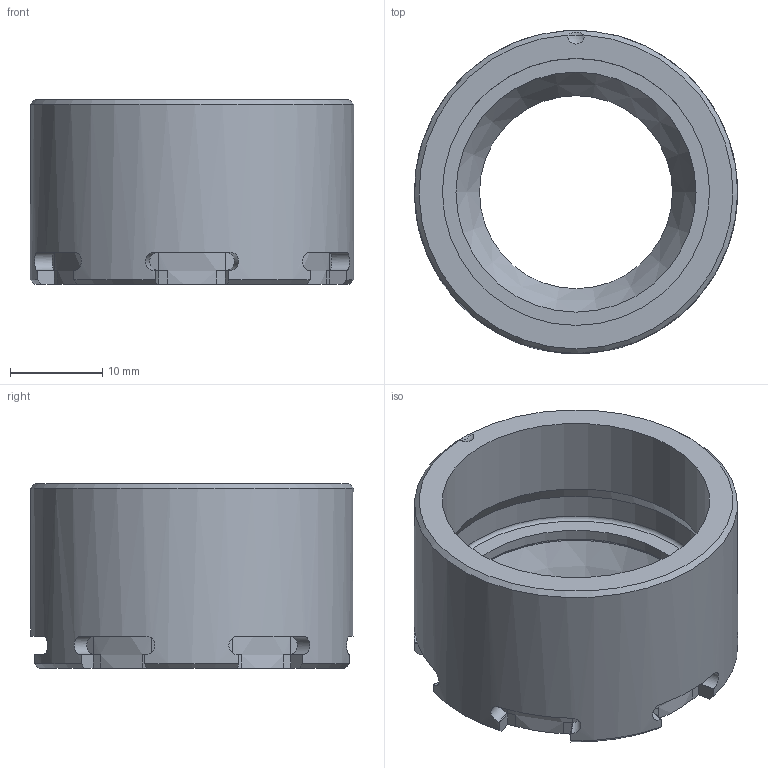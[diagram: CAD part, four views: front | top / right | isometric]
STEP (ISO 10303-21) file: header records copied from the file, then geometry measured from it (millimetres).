
FILE_DESCRIPTION(/* description */ (''),/* implementation_level */ '2;1');
FILE_NAME(/* name */ '352560000.stp',/* time_stamp */ '2022-09-23T09:05:36',/* author */ ('Ratnasingam Jekanthan'),/* organization */ ('REGO-FIX'),/* preprocessor_version */ ' Unknown',/* originating_system */ 'SIEMENS PLM Software Solid Edge ST10',/* authorization */ 'Unknown');
FILE_SCHEMA (('AUTOMOTIVE_DESIGN { 1 0 10303 214 2 1 1}'));
Length unit declared in the file: millimetre
Products named in the file (1): NOCUT
Bounding box: 35 x 34.97 x 20 mm (x, y, z)
Volume: 6864.8 mm3; surface area: 5170.2 mm2
Topology: 1 solids, 1 shells, 94 faces, 240 edges, 150 vertices
Faces by surface type: plane 58, cylinder 24, cone 9, torus 2, sphere 1
Full cylindrical faces by diameter (mm): 20.9 x1, 26 x1, 28.917 x1, 30.3 x1, 35 x1
Entity records: 3507 total; most frequent: CARTESIAN_POINT 550, DIRECTION 492, ORIENTED_EDGE 456, EDGE_CURVE 228, AXIS2_PLACEMENT_3D 179, VERTEX_POINT 148, LINE 134, VECTOR 134
